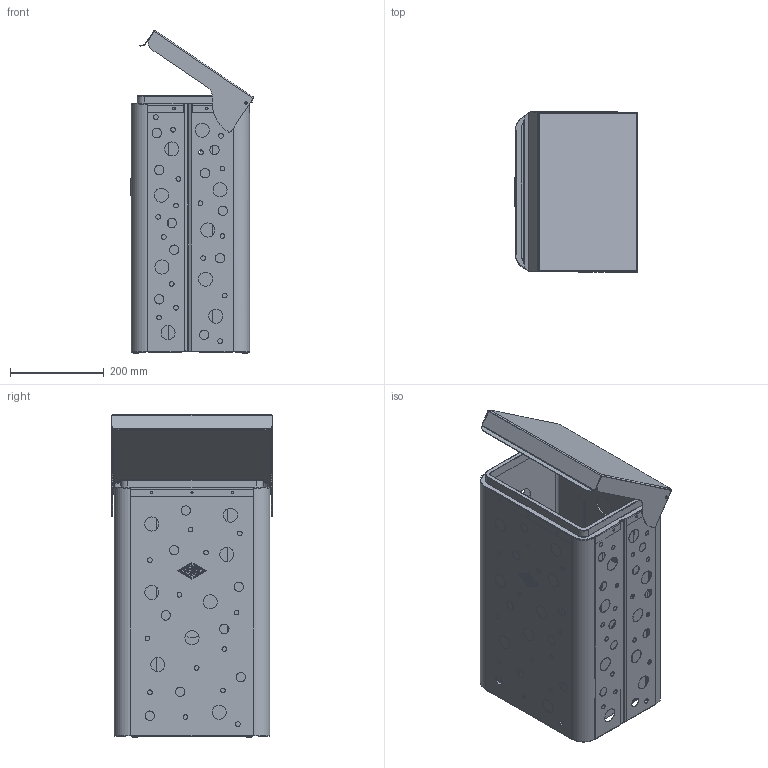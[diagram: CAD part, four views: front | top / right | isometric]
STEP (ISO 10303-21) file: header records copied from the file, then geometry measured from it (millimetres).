
FILE_DESCRIPTION(('STEP AP214'),'1');
FILE_NAME('schebox Single.STP','2026-01-15T11:21:38',(' '),(' '),'Spatial InterOp 3D',' ',' ');
FILE_SCHEMA(('AUTOMOTIVE_DESIGN { 1 0 10303 214 1 1 1 1 }'));
Length unit declared in the file: millimetre
Products named in the file (3): ASSEM1; V_Wäschebox Single
Assembly tree (2 placements, depth 3):
  V_Wäschebox Single
    (unnamed)
      ASSEM1
Bounding box: 262.48 x 341.5 x 689.33 mm (x, y, z)
Volume: 2095057 mm3; surface area: 2738658.7 mm2
Topology: 3 solids, 3 shells, 1028 faces, 2650 edges, 1666 vertices
Faces by surface type: cylinder 468, plane 453, bspline 91, torus 12, cone 4
Full cylindrical faces by diameter (mm): 4.2 x4, 4.5 x24, 5 x12, 5.2 x2, 5.3 x2, 6 x4, 10 x47, 11.7 x4, 12 x4, 20 x30, 30 x26, 44 x12
Entity records: 46037 total; most frequent: CARTESIAN_POINT 18816, DIRECTION 5162, ORIENTED_EDGE 4942, EDGE_CURVE 2471, AXIS2_PLACEMENT_3D 1888, VERTEX_POINT 1666, EDGE_LOOP 1569, LINE 1386
